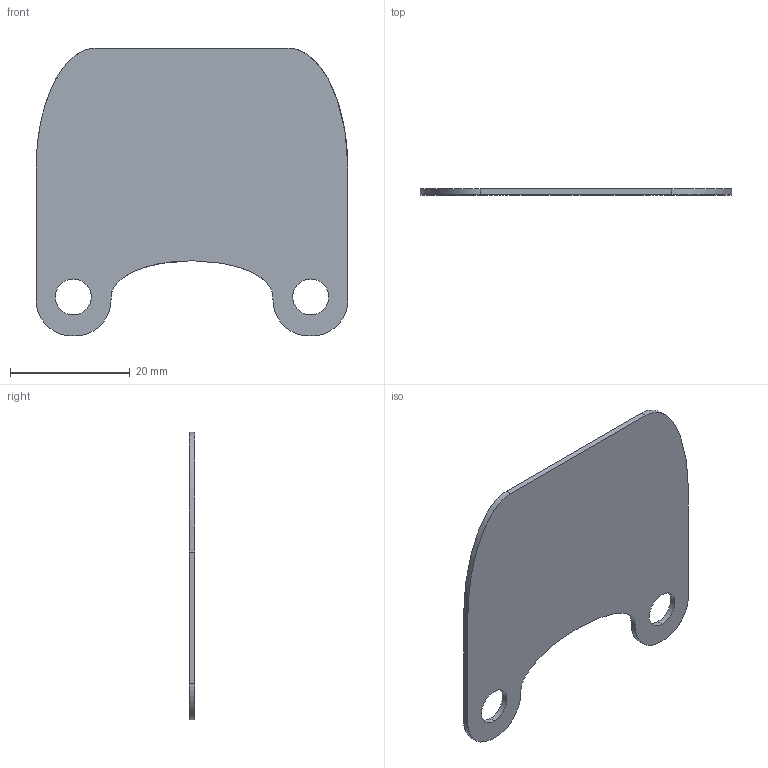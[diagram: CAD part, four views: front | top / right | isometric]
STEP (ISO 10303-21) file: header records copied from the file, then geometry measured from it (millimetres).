
FILE_DESCRIPTION (( 'STEP AP214' ), '1' );
FILE_NAME ('CALE ETRIER RIGHETTI BASE.STEP', '2024-01-29T17:59:09', ( '' ), ( '' ), 'SwSTEP 2.0', 'SolidWorks 2022', '' );
FILE_SCHEMA (( 'AUTOMOTIVE_DESIGN' ));
Length unit declared in the file: millimetre
Products named in the file (1): CALE ETRIER RIGHETTI BASE
Bounding box: 52 x 1 x 48 mm (x, y, z)
Volume: 2018.4 mm3; surface area: 4269.2 mm2
Topology: 1 solids, 1 shells, 22 faces, 60 edges, 40 vertices
Faces by surface type: plane 10, cylinder 8, bspline 4
Entity records: 1106 total; most frequent: CARTESIAN_POINT 535, ORIENTED_EDGE 120, DIRECTION 98, EDGE_CURVE 60, VERTEX_POINT 40, AXIS2_PLACEMENT_3D 35, VECTOR 28, LINE 28
